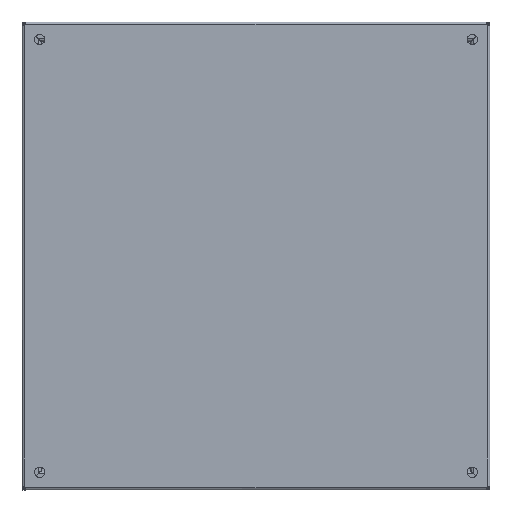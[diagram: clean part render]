
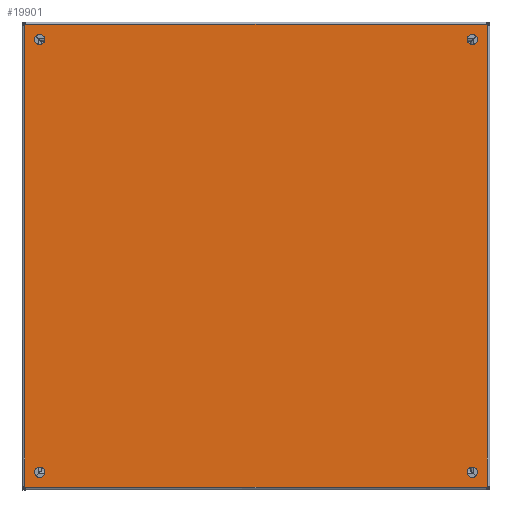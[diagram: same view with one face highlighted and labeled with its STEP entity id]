
A CAD part, top view. The second image highlights one B-rep face of the part: STEP entity #19901.
In plain terms, the highlighted face is planar.
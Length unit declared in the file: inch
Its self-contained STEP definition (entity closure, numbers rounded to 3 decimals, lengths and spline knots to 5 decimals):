
#15014=CARTESIAN_POINT('',(0.53125,0.75,0.0));
#15015=VERTEX_POINT('',#15014);
#15016=CARTESIAN_POINT('',(0.75,0.75,0.0));
#15017=DIRECTION('',(0.0,0.0,1.0));
#15018=DIRECTION('',(1.0,0.0,0.0));
#15019=AXIS2_PLACEMENT_3D('',#15016,#15017,#15018);
#15020=CIRCLE('',#15019,0.21875);
#15021=EDGE_CURVE('',#15015,#15015,#15020,.T.);
#15042=CARTESIAN_POINT('',(19.03125,0.75,0.0));
#15043=VERTEX_POINT('',#15042);
#15044=CARTESIAN_POINT('',(19.25,0.75,0.0));
#15045=DIRECTION('',(0.0,0.0,1.0));
#15046=DIRECTION('',(1.0,0.0,0.0));
#15047=AXIS2_PLACEMENT_3D('',#15044,#15045,#15046);
#15048=CIRCLE('',#15047,0.21875);
#15049=EDGE_CURVE('',#15043,#15043,#15048,.T.);
#15070=CARTESIAN_POINT('',(0.53125,19.25,0.0));
#15071=VERTEX_POINT('',#15070);
#15072=CARTESIAN_POINT('',(0.75,19.25,0.0));
#15073=DIRECTION('',(0.0,0.0,1.0));
#15074=DIRECTION('',(1.0,0.0,0.0));
#15075=AXIS2_PLACEMENT_3D('',#15072,#15073,#15074);
#15076=CIRCLE('',#15075,0.21875);
#15077=EDGE_CURVE('',#15071,#15071,#15076,.T.);
#15098=CARTESIAN_POINT('',(19.03125,19.25,0.0));
#15099=VERTEX_POINT('',#15098);
#15100=CARTESIAN_POINT('',(19.25,19.25,0.0));
#15101=DIRECTION('',(0.0,0.0,1.0));
#15102=DIRECTION('',(1.0,0.0,0.0));
#15103=AXIS2_PLACEMENT_3D('',#15100,#15101,#15102);
#15104=CIRCLE('',#15103,0.21875);
#15105=EDGE_CURVE('',#15099,#15099,#15104,.T.);
#18679=CARTESIAN_POINT('',(19.89475,19.88277,0.0));
#18680=VERTEX_POINT('',#18679);
#18777=CARTESIAN_POINT('',(19.89475,0.11723,0.0));
#18778=VERTEX_POINT('',#18777);
#18821=CARTESIAN_POINT('',(19.89475,19.88277,0.0));
#18822=DIRECTION('',(0.0,-1.0,0.0));
#18823=VECTOR('',#18822,19.76553);
#18824=LINE('',#18821,#18823);
#18825=EDGE_CURVE('',#18680,#18778,#18824,.T.);
#18996=CARTESIAN_POINT('',(0.11723,19.89475,0.0));
#18997=VERTEX_POINT('',#18996);
#19094=CARTESIAN_POINT('',(19.88277,19.89475,0.0));
#19095=VERTEX_POINT('',#19094);
#19138=CARTESIAN_POINT('',(0.11723,19.89475,0.0));
#19139=DIRECTION('',(1.0,0.0,0.0));
#19140=VECTOR('',#19139,19.76553);
#19141=LINE('',#19138,#19140);
#19142=EDGE_CURVE('',#18997,#19095,#19141,.T.);
#19309=CARTESIAN_POINT('',(0.10525,0.11723,0.0));
#19310=VERTEX_POINT('',#19309);
#19407=CARTESIAN_POINT('',(0.10525,19.88277,0.0));
#19408=VERTEX_POINT('',#19407);
#19451=CARTESIAN_POINT('',(0.10525,0.11723,0.0));
#19452=DIRECTION('',(0.0,1.0,0.0));
#19453=VECTOR('',#19452,19.76553);
#19454=LINE('',#19451,#19453);
#19455=EDGE_CURVE('',#19310,#19408,#19454,.T.);
#19622=CARTESIAN_POINT('',(19.88277,0.10525,0.0));
#19623=VERTEX_POINT('',#19622);
#19678=CARTESIAN_POINT('',(0.11723,0.10525,0.0));
#19679=VERTEX_POINT('',#19678);
#19693=CARTESIAN_POINT('',(19.88277,0.10525,0.0));
#19694=DIRECTION('',(-1.0,0.0,0.0));
#19695=VECTOR('',#19694,19.76553);
#19696=LINE('',#19693,#19695);
#19697=EDGE_CURVE('',#19623,#19679,#19696,.T.);
#19788=CARTESIAN_POINT('',(0.06211,0.06211,0.0));
#19789=DIRECTION('',(0.0,0.0,1.0));
#19790=DIRECTION('',(1.0,0.0,0.0));
#19791=AXIS2_PLACEMENT_3D('',#19788,#19789,#19790);
#19792=CIRCLE('',#19791,0.07);
#19793=EDGE_CURVE('',#19679,#19310,#19792,.T.);
#19850=CARTESIAN_POINT('',(19.93789,0.06211,0.0));
#19851=DIRECTION('',(0.0,0.0,1.0));
#19852=DIRECTION('',(1.0,0.0,0.0));
#19853=AXIS2_PLACEMENT_3D('',#19850,#19851,#19852);
#19854=CIRCLE('',#19853,0.07);
#19855=EDGE_CURVE('',#18778,#19623,#19854,.T.);
#19862=CARTESIAN_POINT('',(10.0,10.,0.0));
#19863=DIRECTION('',(0.0,0.0,1.0));
#19864=DIRECTION('',(1.0,0.0,0.0));
#19865=AXIS2_PLACEMENT_3D('',#19862,#19863,#19864);
#19866=PLANE('',#19865);
#19867=ORIENTED_EDGE('',*,*,#19697,.T.);
#19868=ORIENTED_EDGE('',*,*,#19793,.T.);
#19869=ORIENTED_EDGE('',*,*,#19455,.T.);
#19870=CARTESIAN_POINT('',(0.06211,19.93789,0.0));
#19871=DIRECTION('',(0.0,0.0,1.0));
#19872=DIRECTION('',(1.0,0.0,0.0));
#19873=AXIS2_PLACEMENT_3D('',#19870,#19871,#19872);
#19874=CIRCLE('',#19873,0.07);
#19875=EDGE_CURVE('',#19408,#18997,#19874,.T.);
#19876=ORIENTED_EDGE('',*,*,#19875,.T.);
#19877=ORIENTED_EDGE('',*,*,#19142,.T.);
#19878=CARTESIAN_POINT('',(19.93789,19.93789,0.0));
#19879=DIRECTION('',(0.0,0.0,1.0));
#19880=DIRECTION('',(1.0,0.0,0.0));
#19881=AXIS2_PLACEMENT_3D('',#19878,#19879,#19880);
#19882=CIRCLE('',#19881,0.07);
#19883=EDGE_CURVE('',#19095,#18680,#19882,.T.);
#19884=ORIENTED_EDGE('',*,*,#19883,.T.);
#19885=ORIENTED_EDGE('',*,*,#18825,.T.);
#19886=ORIENTED_EDGE('',*,*,#19855,.T.);
#19887=EDGE_LOOP('',(#19867,#19868,#19869,#19876,#19877,#19884,#19885,#19886));
#19888=FACE_OUTER_BOUND('',#19887,.T.);
#19889=ORIENTED_EDGE('',*,*,#15021,.T.);
#19890=EDGE_LOOP('',(#19889));
#19891=FACE_BOUND('',#19890,.T.);
#19892=ORIENTED_EDGE('',*,*,#15049,.T.);
#19893=EDGE_LOOP('',(#19892));
#19894=FACE_BOUND('',#19893,.T.);
#19895=ORIENTED_EDGE('',*,*,#15077,.T.);
#19896=EDGE_LOOP('',(#19895));
#19897=FACE_BOUND('',#19896,.T.);
#19898=ORIENTED_EDGE('',*,*,#15105,.T.);
#19899=EDGE_LOOP('',(#19898));
#19900=FACE_BOUND('',#19899,.T.);
#19901=ADVANCED_FACE('',(#19888,#19891,#19894,#19897,#19900),#19866,.F.);
